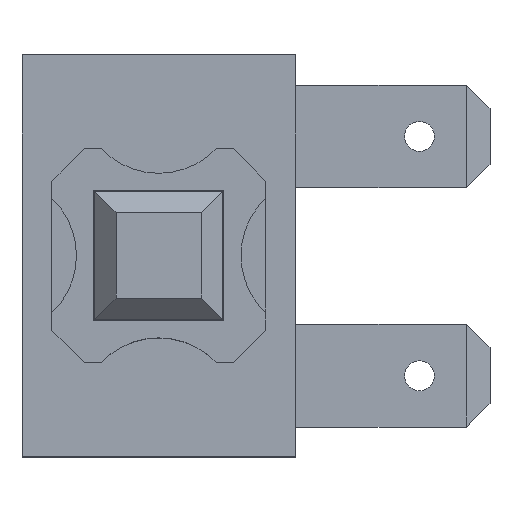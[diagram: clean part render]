
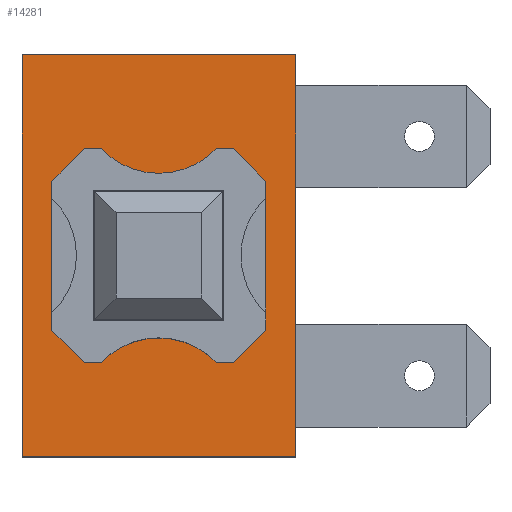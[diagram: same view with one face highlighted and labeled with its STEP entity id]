
A CAD part, top view. The second image highlights one B-rep face of the part: STEP entity #14281.
In plain terms, the highlighted planar face has unit normal (0, 0, 1).
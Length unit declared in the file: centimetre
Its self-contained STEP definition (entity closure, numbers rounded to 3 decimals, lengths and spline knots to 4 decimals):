
#184=FACE_BOUND('',#1869,.T.);
#497=CIRCLE('',#14970,0.371);
#498=CIRCLE('',#14972,0.371);
#1077=FACE_OUTER_BOUND('',#1868,.T.);
#1868=EDGE_LOOP('',(#11451,#11452,#11453,#11454));
#1869=EDGE_LOOP('',(#11455,#11456,#11457,#11458,#11459,#11460,#11461,#11462,
#11463,#11464,#11465,#11466));
#3090=LINE('',#23345,#4804);
#3140=LINE('',#23464,#4854);
#3142=LINE('',#23468,#4856);
#3145=LINE('',#23473,#4859);
#3149=LINE('',#23482,#4863);
#3151=LINE('',#23485,#4865);
#3153=LINE('',#23489,#4867);
#3155=LINE('',#23493,#4869);
#3156=LINE('',#23495,#4870);
#3158=LINE('',#23499,#4872);
#3159=LINE('',#23501,#4873);
#3160=LINE('',#23504,#4874);
#3161=LINE('',#23506,#4875);
#3162=LINE('',#23507,#4876);
#4804=VECTOR('',#16940,1.);
#4854=VECTOR('',#17044,1.);
#4856=VECTOR('',#17048,1.);
#4859=VECTOR('',#17053,1.);
#4863=VECTOR('',#17063,1.);
#4865=VECTOR('',#17067,1.);
#4867=VECTOR('',#17071,1.);
#4869=VECTOR('',#17075,1.);
#4870=VECTOR('',#17078,1.);
#4872=VECTOR('',#17082,1.);
#4873=VECTOR('',#17085,1.);
#4874=VECTOR('',#17088,1.);
#4875=VECTOR('',#17089,1.);
#4876=VECTOR('',#17090,1.);
#6434=VERTEX_POINT('',#23342);
#6435=VERTEX_POINT('',#23344);
#6473=VERTEX_POINT('',#23451);
#6474=VERTEX_POINT('',#23452);
#6475=VERTEX_POINT('',#23457);
#6476=VERTEX_POINT('',#23458);
#6477=VERTEX_POINT('',#23463);
#6478=VERTEX_POINT('',#23467);
#6479=VERTEX_POINT('',#23471);
#6480=VERTEX_POINT('',#23479);
#6481=VERTEX_POINT('',#23481);
#6482=VERTEX_POINT('',#23487);
#6483=VERTEX_POINT('',#23491);
#6484=VERTEX_POINT('',#23497);
#6485=VERTEX_POINT('',#23503);
#6486=VERTEX_POINT('',#23505);
#8164=EDGE_CURVE('',#6434,#6435,#3090,.T.);
#8216=EDGE_CURVE('',#6473,#6474,#497,.T.);
#8219=EDGE_CURVE('',#6475,#6476,#498,.T.);
#8222=EDGE_CURVE('',#6477,#6474,#3140,.T.);
#8224=EDGE_CURVE('',#6478,#6476,#3142,.T.);
#8227=EDGE_CURVE('',#6475,#6479,#3145,.T.);
#8231=EDGE_CURVE('',#6481,#6480,#3149,.T.);
#8233=EDGE_CURVE('',#6480,#6478,#3151,.T.);
#8235=EDGE_CURVE('',#6479,#6482,#3153,.T.);
#8237=EDGE_CURVE('',#6482,#6483,#3155,.T.);
#8238=EDGE_CURVE('',#6483,#6477,#3156,.T.);
#8240=EDGE_CURVE('',#6473,#6484,#3158,.T.);
#8241=EDGE_CURVE('',#6484,#6481,#3159,.T.);
#8242=EDGE_CURVE('',#6435,#6485,#3160,.T.);
#8243=EDGE_CURVE('',#6486,#6434,#3161,.T.);
#8244=EDGE_CURVE('',#6485,#6486,#3162,.T.);
#11451=ORIENTED_EDGE('',*,*,#8242,.F.);
#11452=ORIENTED_EDGE('',*,*,#8164,.F.);
#11453=ORIENTED_EDGE('',*,*,#8243,.F.);
#11454=ORIENTED_EDGE('',*,*,#8244,.F.);
#11455=ORIENTED_EDGE('',*,*,#8231,.T.);
#11456=ORIENTED_EDGE('',*,*,#8233,.T.);
#11457=ORIENTED_EDGE('',*,*,#8224,.T.);
#11458=ORIENTED_EDGE('',*,*,#8219,.F.);
#11459=ORIENTED_EDGE('',*,*,#8227,.T.);
#11460=ORIENTED_EDGE('',*,*,#8235,.T.);
#11461=ORIENTED_EDGE('',*,*,#8237,.T.);
#11462=ORIENTED_EDGE('',*,*,#8238,.T.);
#11463=ORIENTED_EDGE('',*,*,#8222,.T.);
#11464=ORIENTED_EDGE('',*,*,#8216,.F.);
#11465=ORIENTED_EDGE('',*,*,#8240,.T.);
#11466=ORIENTED_EDGE('',*,*,#8241,.T.);
#13582=PLANE('',#14985);
#14281=ADVANCED_FACE('',(#1077,#184),#13582,.T.);
#14970=AXIS2_PLACEMENT_3D('',#23453,#17032,#17033);
#14972=AXIS2_PLACEMENT_3D('',#23459,#17038,#17039);
#14985=AXIS2_PLACEMENT_3D('',#23502,#17086,#17087);
#16940=DIRECTION('',(0.,-1.,0.));
#17032=DIRECTION('center_axis',(0.,0.,-1.));
#17033=DIRECTION('ref_axis',(-0.724,-0.69,0.));
#17038=DIRECTION('center_axis',(0.,0.,-1.));
#17039=DIRECTION('ref_axis',(-0.724,-0.69,0.));
#17044=DIRECTION('',(1.,0.,0.));
#17048=DIRECTION('',(-1.,0.,0.));
#17053=DIRECTION('',(-1.,0.,0.));
#17063=DIRECTION('',(0.,-1.,0.));
#17067=DIRECTION('',(-0.707,-0.707,0.));
#17071=DIRECTION('',(-0.707,0.707,0.));
#17075=DIRECTION('',(0.,1.,0.));
#17078=DIRECTION('',(0.707,0.707,0.));
#17082=DIRECTION('',(1.,0.,0.));
#17085=DIRECTION('',(0.707,-0.707,0.));
#17086=DIRECTION('center_axis',(0.,0.,1.));
#17087=DIRECTION('ref_axis',(0.,-1.,0.));
#17088=DIRECTION('',(-1.,0.,0.));
#17089=DIRECTION('',(1.,0.,0.));
#17090=DIRECTION('',(0.,1.,0.));
#23342=CARTESIAN_POINT('',(0.64,0.94,1.45));
#23344=CARTESIAN_POINT('',(0.64,-0.94,1.45));
#23345=CARTESIAN_POINT('',(0.64,-0.94,1.45));
#23451=CARTESIAN_POINT('',(0.2685,0.5,1.45));
#23452=CARTESIAN_POINT('',(-0.2685,0.5,1.45));
#23453=CARTESIAN_POINT('Origin',(0.,0.756,1.45));
#23457=CARTESIAN_POINT('',(-0.2685,-0.5,1.45));
#23458=CARTESIAN_POINT('',(0.2685,-0.5,1.45));
#23459=CARTESIAN_POINT('Origin',(0.,-0.756,1.45));
#23463=CARTESIAN_POINT('',(-0.3485,0.5,1.45));
#23464=CARTESIAN_POINT('',(-0.1743,0.5,1.45));
#23467=CARTESIAN_POINT('',(0.3485,-0.5,1.45));
#23468=CARTESIAN_POINT('',(0.1743,-0.5,1.45));
#23471=CARTESIAN_POINT('',(-0.3485,-0.5,1.45));
#23473=CARTESIAN_POINT('',(0.1743,-0.5,1.45));
#23479=CARTESIAN_POINT('',(0.5,-0.3485,1.45));
#23481=CARTESIAN_POINT('',(0.5,0.3485,1.45));
#23482=CARTESIAN_POINT('',(0.5,0.1743,1.45));
#23485=CARTESIAN_POINT('',(0.4621,-0.3864,1.45));
#23487=CARTESIAN_POINT('',(-0.5,-0.3485,1.45));
#23489=CARTESIAN_POINT('',(-0.3864,-0.4621,1.45));
#23491=CARTESIAN_POINT('',(-0.5,0.3485,1.45));
#23493=CARTESIAN_POINT('',(-0.5,-0.1743,1.45));
#23495=CARTESIAN_POINT('',(-0.4621,0.3864,1.45));
#23497=CARTESIAN_POINT('',(0.3485,0.5,1.45));
#23499=CARTESIAN_POINT('',(-0.1743,0.5,1.45));
#23501=CARTESIAN_POINT('',(0.3864,0.4621,1.45));
#23502=CARTESIAN_POINT('Origin',(0.,0.,1.45));
#23503=CARTESIAN_POINT('',(-0.64,-0.94,1.45));
#23504=CARTESIAN_POINT('',(-0.64,-0.94,1.45));
#23505=CARTESIAN_POINT('',(-0.64,0.94,1.45));
#23506=CARTESIAN_POINT('',(0.64,0.94,1.45));
#23507=CARTESIAN_POINT('',(-0.64,0.94,1.45));
